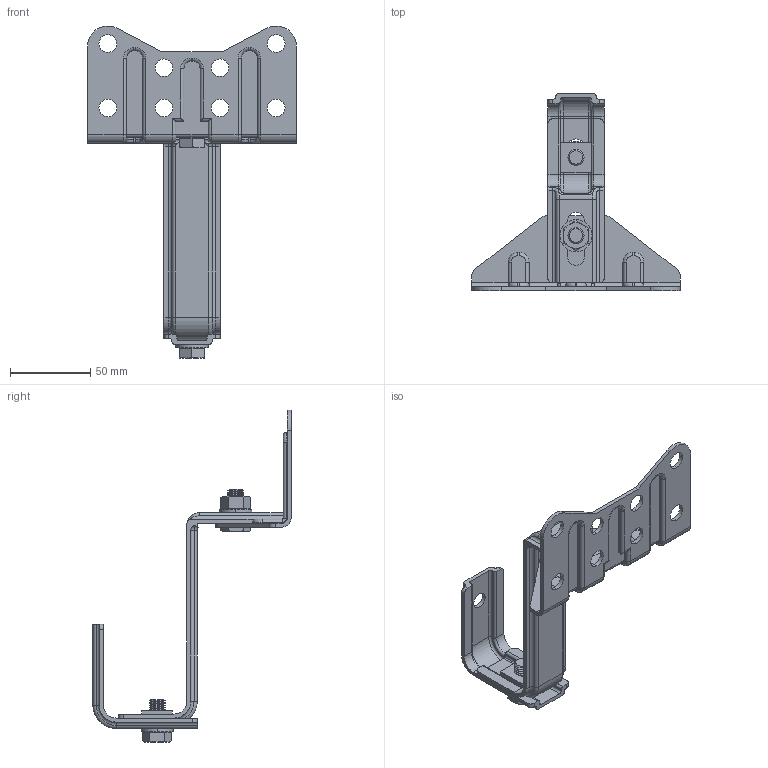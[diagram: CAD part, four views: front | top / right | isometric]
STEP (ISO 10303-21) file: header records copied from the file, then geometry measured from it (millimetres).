
FILE_DESCRIPTION (( 'STEP AP203' ), '1' );
FILE_NAME ('084.106.144.STEP', '2013-01-23T10:36:45', ( 'Alusic' ), ( 'Alusic' ), 'SwSTEP 2.0', 'SolidWorks 2011', '' );
FILE_SCHEMA (( 'CONFIG_CONTROL_DESIGN' ));
Length unit declared in the file: millimetre
Products named in the file (8): 084.106.144-3; 084.106.144-1; 084.106.144; 084.106.144-4; Hex Nut Style 1 GradeAB_ISO_Hexagon Nut ISO - 4032 - M10 - W - N; Rosetta ISO 7089_Washer ISO 7089 - 10; 084.106.144-2; Vite con testa esagonale ISO 4017_ISO 4017 - M10 x 20-S
Assembly tree (9 placements, depth 2):
  084.106.144
    084.106.144-1
    084.106.144-2
    Vite con testa esagonale ISO 4017_ISO 4017 - M10 x 20-S  x2
    Hex Nut Style 1 GradeAB_ISO_Hexagon Nut ISO - 4032 - M10 - W - N
    Rosetta ISO 7089_Washer ISO 7089 - 10  x2
    084.106.144-4
    084.106.144-3
Bounding box: 130 x 123.5 x 206.89 mm (x, y, z)
Volume: 72100.4 mm3; surface area: 61642.8 mm2
Topology: 9 solids, 9 shells, 611 faces, 1525 edges, 930 vertices
Faces by surface type: cylinder 253, plane 162, cone 130, torus 58, bspline 6, sphere 2
Entity records: 16483 total; most frequent: CARTESIAN_POINT 3339, DIRECTION 2781, ORIENTED_EDGE 2482, EDGE_CURVE 1241, AXIS2_PLACEMENT_3D 1084, VERTEX_POINT 758, VECTOR 613, LINE 613
